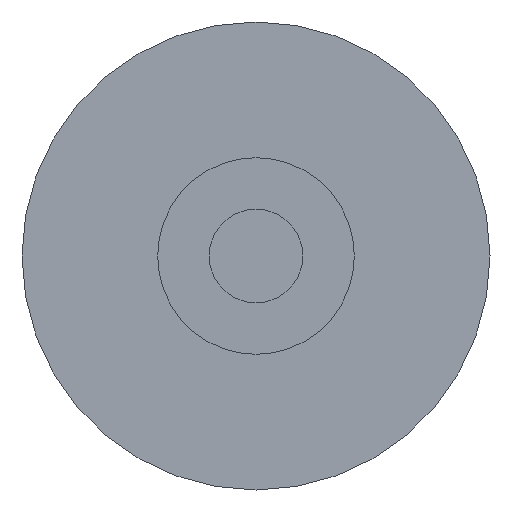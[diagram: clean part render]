
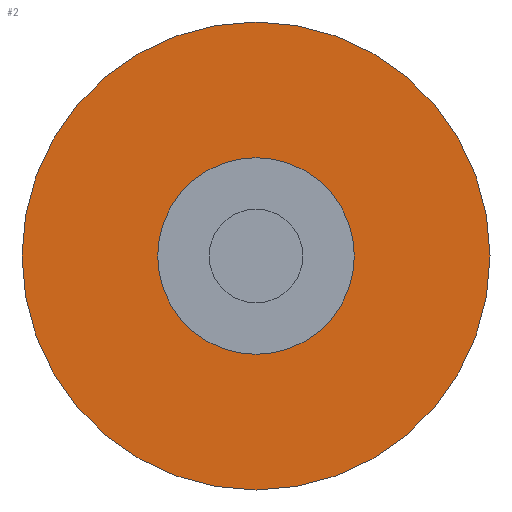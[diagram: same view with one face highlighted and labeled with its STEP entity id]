
A CAD part, front view. The second image highlights one B-rep face of the part: STEP entity #2.
In plain terms, the highlighted planar face has unit normal (0, -1, 0).
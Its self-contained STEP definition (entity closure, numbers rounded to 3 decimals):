
#1 = CIRCLE ( 'NONE', #196, 3.15 ) ;
#2 = ADVANCED_FACE ( 'NONE', ( #202, #302 ), #199, .F. ) ;
#7 = EDGE_CURVE ( 'NONE', #190, #142, #144, .T. ) ;
#19 = CARTESIAN_POINT ( 'NONE',  ( 0., 1.5, 7.5 ) ) ;
#46 = AXIS2_PLACEMENT_3D ( 'NONE', #200, #224, #273 ) ;
#53 = DIRECTION ( 'NONE',  ( 0., 1., 0. ) ) ;
#70 = DIRECTION ( 'NONE',  ( 0., 0., 1. ) ) ;
#85 = VERTEX_POINT ( 'NONE', #19 ) ;
#103 = EDGE_LOOP ( 'NONE', ( #286, #313 ) ) ;
#111 = CARTESIAN_POINT ( 'NONE',  ( 0., 1.5, -7.5 ) ) ;
#126 = DIRECTION ( 'NONE',  ( 0., 1., 0. ) ) ;
#138 = DIRECTION ( 'NONE',  ( 0., 1., 0. ) ) ;
#142 = VERTEX_POINT ( 'NONE', #284 ) ;
#144 = CIRCLE ( 'NONE', #327, 3.15 ) ;
#146 = EDGE_CURVE ( 'NONE', #142, #190, #1, .T. ) ;
#151 = EDGE_LOOP ( 'NONE', ( #315, #289 ) ) ;
#160 = DIRECTION ( 'NONE',  ( 0., 0., 1. ) ) ;
#163 = AXIS2_PLACEMENT_3D ( 'NONE', #234, #138, #206 ) ;
#164 = EDGE_CURVE ( 'NONE', #85, #238, #276, .T. ) ;
#169 = DIRECTION ( 'NONE',  ( 0., 1., 0. ) ) ;
#171 = CARTESIAN_POINT ( 'NONE',  ( 0., 1.5, 0. ) ) ;
#190 = VERTEX_POINT ( 'NONE', #230 ) ;
#196 = AXIS2_PLACEMENT_3D ( 'NONE', #212, #126, #160 ) ;
#199 = PLANE ( 'NONE',  #46 ) ;
#200 = CARTESIAN_POINT ( 'NONE',  ( 3.15, 1.5, 0. ) ) ;
#202 = FACE_OUTER_BOUND ( 'NONE', #151, .T. ) ;
#206 = DIRECTION ( 'NONE',  ( 0., 0., 1. ) ) ;
#212 = CARTESIAN_POINT ( 'NONE',  ( 0., 1.5, 0. ) ) ;
#223 = EDGE_CURVE ( 'NONE', #238, #85, #306, .T. ) ;
#224 = DIRECTION ( 'NONE',  ( 0., 1., 0. ) ) ;
#230 = CARTESIAN_POINT ( 'NONE',  ( 0., 1.5, 3.15 ) ) ;
#233 = AXIS2_PLACEMENT_3D ( 'NONE', #335, #53, #279 ) ;
#234 = CARTESIAN_POINT ( 'NONE',  ( 0., 1.5, 0. ) ) ;
#238 = VERTEX_POINT ( 'NONE', #111 ) ;
#273 = DIRECTION ( 'NONE',  ( 0., 0., 1. ) ) ;
#276 = CIRCLE ( 'NONE', #233, 7.5 ) ;
#279 = DIRECTION ( 'NONE',  ( 0., 0., 1. ) ) ;
#284 = CARTESIAN_POINT ( 'NONE',  ( 0., 1.5, -3.15 ) ) ;
#286 = ORIENTED_EDGE ( 'NONE', *, *, #7, .T. ) ;
#289 = ORIENTED_EDGE ( 'NONE', *, *, #223, .F. ) ;
#302 = FACE_BOUND ( 'NONE', #103, .T. ) ;
#306 = CIRCLE ( 'NONE', #163, 7.5 ) ;
#313 = ORIENTED_EDGE ( 'NONE', *, *, #146, .T. ) ;
#315 = ORIENTED_EDGE ( 'NONE', *, *, #164, .F. ) ;
#327 = AXIS2_PLACEMENT_3D ( 'NONE', #171, #169, #70 ) ;
#335 = CARTESIAN_POINT ( 'NONE',  ( 0., 1.5, 0. ) ) ;
